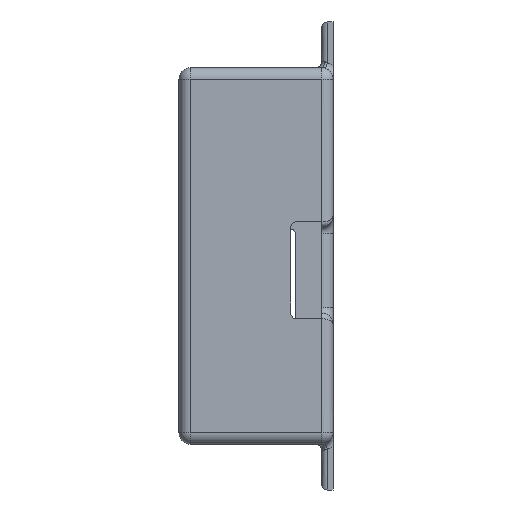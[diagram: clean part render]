
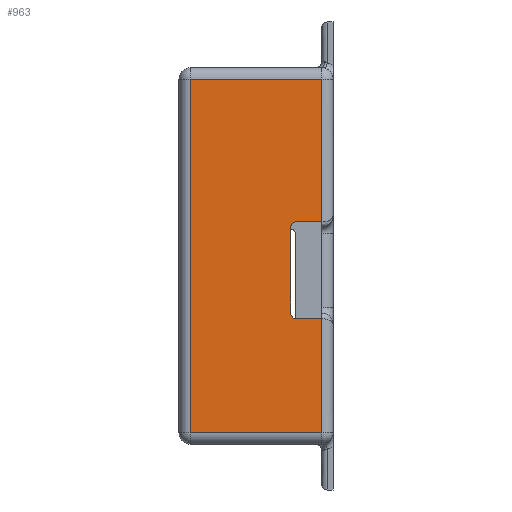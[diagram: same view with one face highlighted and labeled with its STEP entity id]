
A CAD part, left-side view. The second image highlights one B-rep face of the part: STEP entity #963.
In plain terms, the highlighted planar face has unit normal (-1, 0, 0).
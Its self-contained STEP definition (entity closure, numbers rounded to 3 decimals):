
#45 = CARTESIAN_POINT ( 'NONE',  ( 0., 6.4, 22. ) ) ;
#109 = ORIENTED_EDGE ( 'NONE', *, *, #5275, .T. ) ;
#255 = AXIS2_PLACEMENT_3D ( 'NONE', #4084, #6214, #2405 ) ;
#373 = PLANE ( 'NONE',  #6853 ) ;
#411 = DIRECTION ( 'NONE',  ( 0., -1., 0. ) ) ;
#469 = VECTOR ( 'NONE', #5316, 1000. ) ;
#527 = EDGE_CURVE ( 'NONE', #4819, #6138, #2584, .T. ) ;
#872 = LINE ( 'NONE', #3008, #1865 ) ;
#963 = ADVANCED_FACE ( 'NONE', ( #6240 ), #373, .F. ) ;
#991 = CARTESIAN_POINT ( 'NONE',  ( 0., 2., 22. ) ) ;
#1000 = CARTESIAN_POINT ( 'NONE',  ( 0., 7.4, 38. ) ) ;
#1021 = DIRECTION ( 'NONE',  ( 0., -1., 0. ) ) ;
#1113 = ORIENTED_EDGE ( 'NONE', *, *, #4310, .T. ) ;
#1181 = AXIS2_PLACEMENT_3D ( 'NONE', #4383, #6905, #1728 ) ;
#1375 = VERTEX_POINT ( 'NONE', #5331 ) ;
#1390 = DIRECTION ( 'NONE',  ( 1., 0., 0. ) ) ;
#1541 = VERTEX_POINT ( 'NONE', #6191 ) ;
#1711 = VECTOR ( 'NONE', #411, 1000. ) ;
#1728 = DIRECTION ( 'NONE',  ( 0., 0., -1. ) ) ;
#1785 = CARTESIAN_POINT ( 'NONE',  ( 0., 25., 64. ) ) ;
#1806 = LINE ( 'NONE', #991, #3671 ) ;
#1807 = ORIENTED_EDGE ( 'NONE', *, *, #4075, .T. ) ;
#1865 = VECTOR ( 'NONE', #5693, 1000. ) ;
#1875 = VERTEX_POINT ( 'NONE', #3288 ) ;
#1881 = VERTEX_POINT ( 'NONE', #1785 ) ;
#1943 = CARTESIAN_POINT ( 'NONE',  ( 0., 6.4, 39. ) ) ;
#2238 = VECTOR ( 'NONE', #6814, 1000. ) ;
#2251 = EDGE_CURVE ( 'NONE', #2928, #1881, #5238, .T. ) ;
#2264 = ORIENTED_EDGE ( 'NONE', *, *, #4522, .T. ) ;
#2282 = EDGE_LOOP ( 'NONE', ( #6522, #1807, #4990, #5262, #6341, #3950, #1113, #2561, #2264, #109 ) ) ;
#2405 = DIRECTION ( 'NONE',  ( 0., 0., -1. ) ) ;
#2537 = VERTEX_POINT ( 'NONE', #1000 ) ;
#2561 = ORIENTED_EDGE ( 'NONE', *, *, #4390, .T. ) ;
#2584 = LINE ( 'NONE', #6851, #2238 ) ;
#2857 = CIRCLE ( 'NONE', #1181, 1. ) ;
#2928 = VERTEX_POINT ( 'NONE', #6160 ) ;
#2975 = EDGE_CURVE ( 'NONE', #5147, #1541, #6296, .T. ) ;
#3008 = CARTESIAN_POINT ( 'NONE',  ( 0., 2., 66. ) ) ;
#3115 = LINE ( 'NONE', #5875, #469 ) ;
#3253 = CARTESIAN_POINT ( 'NONE',  ( 0., 2., 2. ) ) ;
#3288 = CARTESIAN_POINT ( 'NONE',  ( 0., 2., 39. ) ) ;
#3448 = DIRECTION ( 'NONE',  ( 0., 0., 1. ) ) ;
#3666 = LINE ( 'NONE', #3771, #1711 ) ;
#3671 = VECTOR ( 'NONE', #3448, 1000. ) ;
#3709 = EDGE_CURVE ( 'NONE', #1541, #4819, #1806, .T. ) ;
#3771 = CARTESIAN_POINT ( 'NONE',  ( 0., 3., 39. ) ) ;
#3950 = ORIENTED_EDGE ( 'NONE', *, *, #5769, .T. ) ;
#4075 = EDGE_CURVE ( 'NONE', #1881, #5147, #3115, .T. ) ;
#4084 = CARTESIAN_POINT ( 'NONE',  ( 0., 6.4, 38. ) ) ;
#4120 = CARTESIAN_POINT ( 'NONE',  ( 0., 2., 64. ) ) ;
#4310 = EDGE_CURVE ( 'NONE', #1375, #2537, #6606, .T. ) ;
#4362 = VECTOR ( 'NONE', #1021, 1000. ) ;
#4383 = CARTESIAN_POINT ( 'NONE',  ( 0., 6.4, 23. ) ) ;
#4390 = EDGE_CURVE ( 'NONE', #2537, #4665, #5162, .T. ) ;
#4403 = CARTESIAN_POINT ( 'NONE',  ( 0., 7.4, 23. ) ) ;
#4522 = EDGE_CURVE ( 'NONE', #4665, #1875, #3666, .T. ) ;
#4564 = CARTESIAN_POINT ( 'NONE',  ( 0., 2., 0. ) ) ;
#4665 = VERTEX_POINT ( 'NONE', #1943 ) ;
#4775 = CARTESIAN_POINT ( 'NONE',  ( 0., 2., 22. ) ) ;
#4819 = VERTEX_POINT ( 'NONE', #4775 ) ;
#4990 = ORIENTED_EDGE ( 'NONE', *, *, #2975, .T. ) ;
#5014 = VECTOR ( 'NONE', #5763, 1000. ) ;
#5123 = DIRECTION ( 'NONE',  ( 0., 0., -1. ) ) ;
#5147 = VERTEX_POINT ( 'NONE', #5340 ) ;
#5162 = CIRCLE ( 'NONE', #255, 1. ) ;
#5238 = LINE ( 'NONE', #4120, #5014 ) ;
#5262 = ORIENTED_EDGE ( 'NONE', *, *, #3709, .T. ) ;
#5273 = VECTOR ( 'NONE', #6012, 1000. ) ;
#5275 = EDGE_CURVE ( 'NONE', #1875, #2928, #872, .T. ) ;
#5316 = DIRECTION ( 'NONE',  ( 0., 0., -1. ) ) ;
#5331 = CARTESIAN_POINT ( 'NONE',  ( 0., 7.4, 23. ) ) ;
#5340 = CARTESIAN_POINT ( 'NONE',  ( 0., 25., 2. ) ) ;
#5693 = DIRECTION ( 'NONE',  ( 0., 0., 1. ) ) ;
#5763 = DIRECTION ( 'NONE',  ( 0., 1., 0. ) ) ;
#5769 = EDGE_CURVE ( 'NONE', #6138, #1375, #2857, .T. ) ;
#5875 = CARTESIAN_POINT ( 'NONE',  ( 0., 25., 2. ) ) ;
#6012 = DIRECTION ( 'NONE',  ( 0., 0., 1. ) ) ;
#6138 = VERTEX_POINT ( 'NONE', #45 ) ;
#6160 = CARTESIAN_POINT ( 'NONE',  ( 0., 2., 64. ) ) ;
#6191 = CARTESIAN_POINT ( 'NONE',  ( 0., 2., 2. ) ) ;
#6214 = DIRECTION ( 'NONE',  ( 1., 0., 0. ) ) ;
#6240 = FACE_OUTER_BOUND ( 'NONE', #2282, .T. ) ;
#6296 = LINE ( 'NONE', #3253, #4362 ) ;
#6341 = ORIENTED_EDGE ( 'NONE', *, *, #527, .T. ) ;
#6522 = ORIENTED_EDGE ( 'NONE', *, *, #2251, .T. ) ;
#6606 = LINE ( 'NONE', #4403, #5273 ) ;
#6814 = DIRECTION ( 'NONE',  ( 0., 1., 0. ) ) ;
#6851 = CARTESIAN_POINT ( 'NONE',  ( 0., 3., 22. ) ) ;
#6853 = AXIS2_PLACEMENT_3D ( 'NONE', #4564, #1390, #5123 ) ;
#6905 = DIRECTION ( 'NONE',  ( 1., 0., 0. ) ) ;
